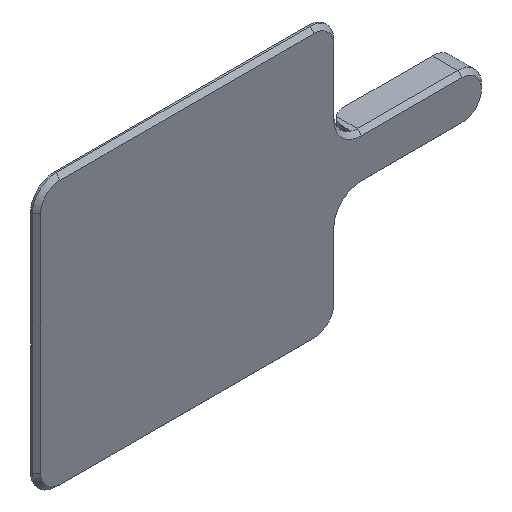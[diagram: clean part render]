
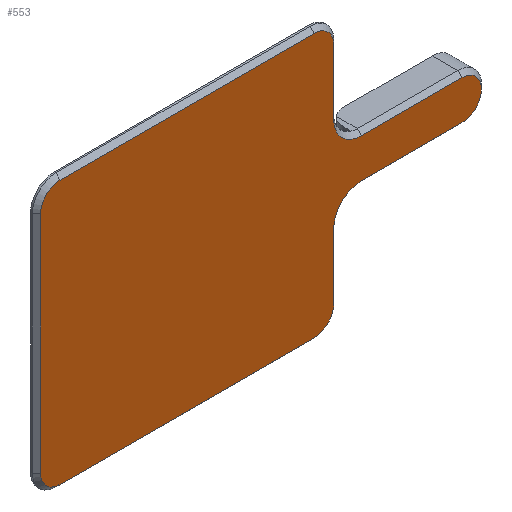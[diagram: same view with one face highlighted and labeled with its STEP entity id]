
A CAD part, isometric view. The second image highlights one B-rep face of the part: STEP entity #553.
In plain terms, the highlighted planar face has unit normal (0, -1, 0).
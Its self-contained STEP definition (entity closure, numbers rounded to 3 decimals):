
#26=CIRCLE('',#591,3.3);
#28=CIRCLE('',#595,4.7);
#30=CIRCLE('',#599,3.3);
#32=CIRCLE('',#603,3.3);
#34=CIRCLE('',#607,3.3);
#36=CIRCLE('',#611,3.3);
#38=CIRCLE('',#615,4.7);
#76=FACE_OUTER_BOUND('',#109,.T.);
#109=EDGE_LOOP('',(#443,#444,#445,#446,#447,#448,#449,#450,#451,#452,#453,
#454,#455,#456));
#124=LINE('',#821,#178);
#128=LINE('',#833,#182);
#132=LINE('',#845,#186);
#136=LINE('',#857,#190);
#140=LINE('',#869,#194);
#144=LINE('',#881,#198);
#148=LINE('',#893,#202);
#178=VECTOR('',#651,10.);
#182=VECTOR('',#663,10.);
#186=VECTOR('',#675,10.);
#190=VECTOR('',#687,10.);
#194=VECTOR('',#699,10.);
#198=VECTOR('',#711,10.);
#202=VECTOR('',#723,10.);
#229=VERTEX_POINT('',#814);
#232=VERTEX_POINT('',#819);
#233=VERTEX_POINT('',#823);
#235=VERTEX_POINT('',#829);
#237=VERTEX_POINT('',#835);
#239=VERTEX_POINT('',#841);
#241=VERTEX_POINT('',#847);
#243=VERTEX_POINT('',#853);
#245=VERTEX_POINT('',#859);
#247=VERTEX_POINT('',#865);
#249=VERTEX_POINT('',#871);
#251=VERTEX_POINT('',#877);
#253=VERTEX_POINT('',#883);
#255=VERTEX_POINT('',#889);
#280=EDGE_CURVE('',#232,#229,#124,.T.);
#283=EDGE_CURVE('',#229,#233,#26,.T.);
#286=EDGE_CURVE('',#233,#235,#128,.T.);
#289=EDGE_CURVE('',#235,#237,#28,.T.);
#292=EDGE_CURVE('',#237,#239,#132,.T.);
#295=EDGE_CURVE('',#239,#241,#30,.T.);
#298=EDGE_CURVE('',#241,#243,#136,.T.);
#301=EDGE_CURVE('',#243,#245,#32,.T.);
#304=EDGE_CURVE('',#245,#247,#140,.T.);
#307=EDGE_CURVE('',#247,#249,#34,.T.);
#310=EDGE_CURVE('',#249,#251,#144,.T.);
#313=EDGE_CURVE('',#251,#253,#36,.T.);
#316=EDGE_CURVE('',#253,#255,#148,.T.);
#318=EDGE_CURVE('',#255,#232,#38,.T.);
#443=ORIENTED_EDGE('',*,*,#280,.F.);
#444=ORIENTED_EDGE('',*,*,#318,.F.);
#445=ORIENTED_EDGE('',*,*,#316,.F.);
#446=ORIENTED_EDGE('',*,*,#313,.F.);
#447=ORIENTED_EDGE('',*,*,#310,.F.);
#448=ORIENTED_EDGE('',*,*,#307,.F.);
#449=ORIENTED_EDGE('',*,*,#304,.F.);
#450=ORIENTED_EDGE('',*,*,#301,.F.);
#451=ORIENTED_EDGE('',*,*,#298,.F.);
#452=ORIENTED_EDGE('',*,*,#295,.F.);
#453=ORIENTED_EDGE('',*,*,#292,.F.);
#454=ORIENTED_EDGE('',*,*,#289,.F.);
#455=ORIENTED_EDGE('',*,*,#286,.F.);
#456=ORIENTED_EDGE('',*,*,#283,.F.);
#525=PLANE('',#627);
#553=ADVANCED_FACE('',(#76),#525,.F.);
#591=AXIS2_PLACEMENT_3D('',#827,#657,#658);
#595=AXIS2_PLACEMENT_3D('',#839,#669,#670);
#599=AXIS2_PLACEMENT_3D('',#851,#681,#682);
#603=AXIS2_PLACEMENT_3D('',#863,#693,#694);
#607=AXIS2_PLACEMENT_3D('',#875,#705,#706);
#611=AXIS2_PLACEMENT_3D('',#887,#717,#718);
#615=AXIS2_PLACEMENT_3D('',#896,#728,#729);
#627=AXIS2_PLACEMENT_3D('',#940,#765,#766);
#651=DIRECTION('',(1.,0.,0.));
#657=DIRECTION('center_axis',(0.,1.,0.));
#658=DIRECTION('ref_axis',(0.707,0.,0.707));
#663=DIRECTION('',(-1.,0.,0.));
#669=DIRECTION('center_axis',(0.,-1.,0.));
#670=DIRECTION('ref_axis',(-0.707,0.,0.707));
#675=DIRECTION('',(0.,0.,-1.));
#681=DIRECTION('center_axis',(0.,1.,0.));
#682=DIRECTION('ref_axis',(0.707,0.,-0.707));
#687=DIRECTION('',(-1.,0.,0.));
#693=DIRECTION('center_axis',(0.,1.,0.));
#694=DIRECTION('ref_axis',(-0.707,0.,-0.707));
#699=DIRECTION('',(0.,0.,1.));
#705=DIRECTION('center_axis',(0.,1.,0.));
#706=DIRECTION('ref_axis',(-0.707,0.,0.707));
#711=DIRECTION('',(1.,0.,0.));
#717=DIRECTION('center_axis',(0.,1.,0.));
#718=DIRECTION('ref_axis',(0.707,0.,0.707));
#723=DIRECTION('',(0.,0.,-1.));
#728=DIRECTION('center_axis',(0.,-1.,0.));
#729=DIRECTION('ref_axis',(-0.707,0.,-0.707));
#765=DIRECTION('center_axis',(0.,1.,0.));
#766=DIRECTION('ref_axis',(0.,0.,1.));
#814=CARTESIAN_POINT('',(46.5,0.,3.3));
#819=CARTESIAN_POINT('',(29.5,0.,3.3));
#821=CARTESIAN_POINT('',(19.,0.,3.3));
#823=CARTESIAN_POINT('',(46.5,0.,-3.3));
#827=CARTESIAN_POINT('Origin',(46.5,0.,0.));
#829=CARTESIAN_POINT('',(29.5,0.,-3.3));
#833=CARTESIAN_POINT('',(31.5,0.,-3.3));
#835=CARTESIAN_POINT('',(24.8,0.,-8.));
#839=CARTESIAN_POINT('Origin',(29.5,0.,-8.));
#841=CARTESIAN_POINT('',(24.8,0.,-19.));
#845=CARTESIAN_POINT('',(24.8,0.,-2.));
#847=CARTESIAN_POINT('',(21.5,0.,-22.3));
#851=CARTESIAN_POINT('Origin',(21.5,0.,-19.));
#853=CARTESIAN_POINT('',(-21.5,0.,-22.3));
#857=CARTESIAN_POINT('',(19.,0.,-22.3));
#859=CARTESIAN_POINT('',(-24.8,0.,-19.));
#863=CARTESIAN_POINT('Origin',(-21.5,0.,-19.));
#865=CARTESIAN_POINT('',(-24.8,0.,19.));
#869=CARTESIAN_POINT('',(-24.8,0.,-11.5));
#871=CARTESIAN_POINT('',(-21.5,0.,22.3));
#875=CARTESIAN_POINT('Origin',(-21.5,0.,19.));
#877=CARTESIAN_POINT('',(21.5,0.,22.3));
#881=CARTESIAN_POINT('',(-6.5,0.,22.3));
#883=CARTESIAN_POINT('',(24.8,0.,19.));
#887=CARTESIAN_POINT('Origin',(21.5,0.,19.));
#889=CARTESIAN_POINT('',(24.8,0.,8.));
#893=CARTESIAN_POINT('',(24.8,0.,11.5));
#896=CARTESIAN_POINT('Origin',(29.5,0.,8.));
#940=CARTESIAN_POINT('Origin',(12.5,0.,0.));
